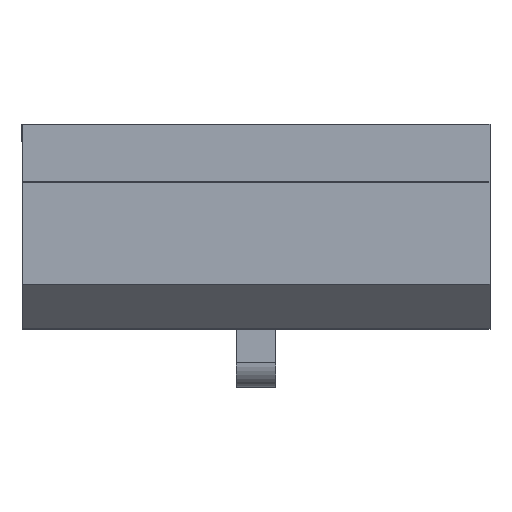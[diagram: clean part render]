
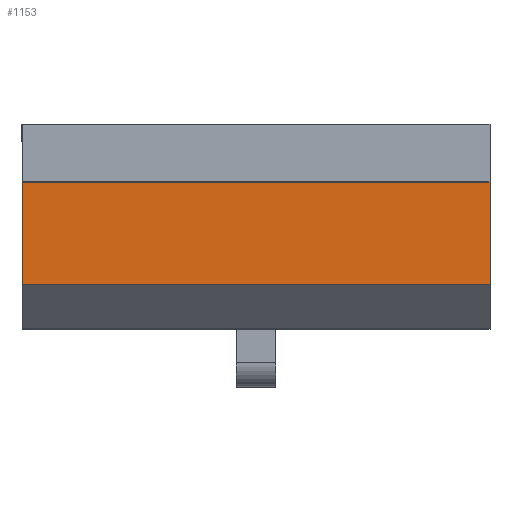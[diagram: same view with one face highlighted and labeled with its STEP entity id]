
A CAD part, top view. The second image highlights one B-rep face of the part: STEP entity #1153.
In plain terms, the highlighted planar face has unit normal (0, 0, 1).
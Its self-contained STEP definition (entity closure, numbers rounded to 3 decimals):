
#1 = LINE ( 'NONE', #1669, #389 ) ;
#9 = VERTEX_POINT ( 'NONE', #709 ) ;
#61 = EDGE_CURVE ( 'NONE', #670, #9, #2345, .T. ) ;
#185 = ORIENTED_EDGE ( 'NONE', *, *, #280, .T. ) ;
#280 = EDGE_CURVE ( 'NONE', #9, #865, #1656, .T. ) ;
#349 = CARTESIAN_POINT ( 'NONE',  ( 5.27, 2.02, 13.55 ) ) ;
#388 = VECTOR ( 'NONE', #2272, 1000. ) ;
#389 = VECTOR ( 'NONE', #777, 1000. ) ;
#505 = AXIS2_PLACEMENT_3D ( 'NONE', #1325, #969, #1695 ) ;
#630 = DIRECTION ( 'NONE',  ( 0., 1., 0. ) ) ;
#650 = LINE ( 'NONE', #1194, #388 ) ;
#670 = VERTEX_POINT ( 'NONE', #1322 ) ;
#709 = CARTESIAN_POINT ( 'NONE',  ( 5.27, 2.02, 13.55 ) ) ;
#777 = DIRECTION ( 'NONE',  ( 1., 0., 0. ) ) ;
#865 = VERTEX_POINT ( 'NONE', #2199 ) ;
#969 = DIRECTION ( 'NONE',  ( 0., 0., 1. ) ) ;
#1094 = DIRECTION ( 'NONE',  ( 1., 0., 0. ) ) ;
#1124 = VERTEX_POINT ( 'NONE', #1672 ) ;
#1153 = ADVANCED_FACE ( 'NONE', ( #2044 ), #1648, .T. ) ;
#1194 = CARTESIAN_POINT ( 'NONE',  ( -5.27, 5.62, 13.55 ) ) ;
#1212 = EDGE_CURVE ( 'NONE', #1124, #670, #650, .T. ) ;
#1322 = CARTESIAN_POINT ( 'NONE',  ( -5.27, 2.02, 13.55 ) ) ;
#1324 = EDGE_CURVE ( 'NONE', #1124, #865, #1, .T. ) ;
#1325 = CARTESIAN_POINT ( 'NONE',  ( 0., 0., 13.55 ) ) ;
#1648 = PLANE ( 'NONE',  #505 ) ;
#1656 = LINE ( 'NONE', #2255, #2101 ) ;
#1669 = CARTESIAN_POINT ( 'NONE',  ( -5.27, 4.32, 13.55 ) ) ;
#1672 = CARTESIAN_POINT ( 'NONE',  ( -5.27, 4.32, 13.55 ) ) ;
#1695 = DIRECTION ( 'NONE',  ( 1., 0., 0. ) ) ;
#1777 = ORIENTED_EDGE ( 'NONE', *, *, #1212, .T. ) ;
#1822 = EDGE_LOOP ( 'NONE', ( #1777, #2200, #185, #2336 ) ) ;
#2044 = FACE_OUTER_BOUND ( 'NONE', #1822, .T. ) ;
#2097 = VECTOR ( 'NONE', #1094, 1000. ) ;
#2101 = VECTOR ( 'NONE', #630, 1000. ) ;
#2199 = CARTESIAN_POINT ( 'NONE',  ( 5.27, 4.32, 13.55 ) ) ;
#2200 = ORIENTED_EDGE ( 'NONE', *, *, #61, .T. ) ;
#2255 = CARTESIAN_POINT ( 'NONE',  ( 5.27, 5.62, 13.55 ) ) ;
#2272 = DIRECTION ( 'NONE',  ( 0., -1., 0. ) ) ;
#2336 = ORIENTED_EDGE ( 'NONE', *, *, #1324, .F. ) ;
#2345 = LINE ( 'NONE', #349, #2097 ) ;
